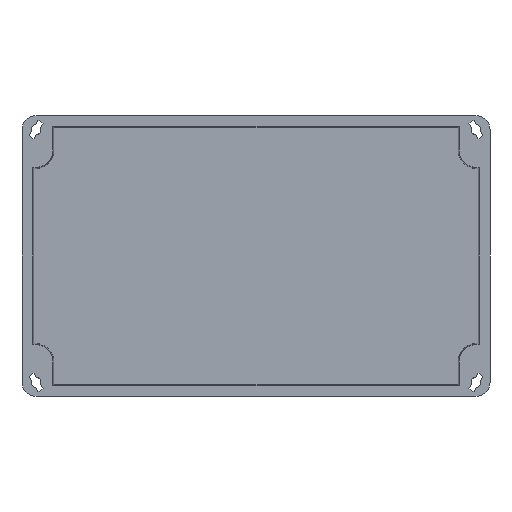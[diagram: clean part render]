
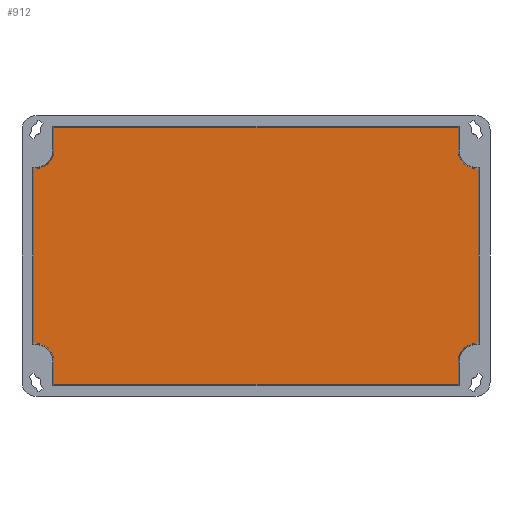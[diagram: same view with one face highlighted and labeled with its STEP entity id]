
A CAD part, front view. The second image highlights one B-rep face of the part: STEP entity #912.
In plain terms, the highlighted planar face has unit normal (0, -1, 0).
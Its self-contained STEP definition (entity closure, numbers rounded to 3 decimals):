
#67 = CARTESIAN_POINT ( 'NONE',  ( -95.029, 27., -37.329 ) ) ;
#372 = VERTEX_POINT ( 'NONE', #67 ) ;
#808 = EDGE_CURVE ( 'NONE', #1052, #809, #2005, .T. ) ;
#809 = VERTEX_POINT ( 'NONE', #2001 ) ;
#810 = ORIENTED_EDGE ( 'NONE', *, *, #811, .T. ) ;
#811 = EDGE_CURVE ( 'NONE', #809, #812, #1946, .T. ) ;
#812 = VERTEX_POINT ( 'NONE', #1942 ) ;
#813 = ORIENTED_EDGE ( 'NONE', *, *, #814, .T. ) ;
#814 = EDGE_CURVE ( 'NONE', #812, #815, #1941, .T. ) ;
#815 = VERTEX_POINT ( 'NONE', #1937 ) ;
#816 = ORIENTED_EDGE ( 'NONE', *, *, #817, .T. ) ;
#817 = EDGE_CURVE ( 'NONE', #815, #818, #1934, .T. ) ;
#818 = VERTEX_POINT ( 'NONE', #1930 ) ;
#819 = EDGE_CURVE ( 'NONE', #372, #833, #1929, .T. ) ;
#820 = ORIENTED_EDGE ( 'NONE', *, *, #821, .T. ) ;
#821 = EDGE_CURVE ( 'NONE', #818, #822, #1925, .T. ) ;
#822 = VERTEX_POINT ( 'NONE', #1914 ) ;
#823 = ORIENTED_EDGE ( 'NONE', *, *, #824, .T. ) ;
#824 = EDGE_CURVE ( 'NONE', #822, #825, #1913, .T. ) ;
#825 = VERTEX_POINT ( 'NONE', #1909 ) ;
#826 = ORIENTED_EDGE ( 'NONE', *, *, #827, .T. ) ;
#827 = EDGE_CURVE ( 'NONE', #825, #828, #1894, .T. ) ;
#828 = VERTEX_POINT ( 'NONE', #1890 ) ;
#829 = ORIENTED_EDGE ( 'NONE', *, *, #830, .T. ) ;
#830 = EDGE_CURVE ( 'NONE', #828, #831, #1889, .T. ) ;
#831 = VERTEX_POINT ( 'NONE', #2038 ) ;
#832 = VERTEX_POINT ( 'NONE', #2037 ) ;
#833 = VERTEX_POINT ( 'NONE', #2036 ) ;
#834 = ORIENTED_EDGE ( 'NONE', *, *, #835, .T. ) ;
#835 = EDGE_CURVE ( 'NONE', #831, #832, #2035, .T. ) ;
#836 = ORIENTED_EDGE ( 'NONE', *, *, #837, .T. ) ;
#837 = EDGE_CURVE ( 'NONE', #832, #916, #2030, .T. ) ;
#860 = ORIENTED_EDGE ( 'NONE', *, *, #861, .T. ) ;
#861 = EDGE_CURVE ( 'NONE', #870, #862, #2102, .T. ) ;
#862 = VERTEX_POINT ( 'NONE', #2098 ) ;
#869 = ORIENTED_EDGE ( 'NONE', *, *, #874, .T. ) ;
#870 = VERTEX_POINT ( 'NONE', #2068 ) ;
#874 = EDGE_CURVE ( 'NONE', #833, #870, #2063, .T. ) ;
#884 = ORIENTED_EDGE ( 'NONE', *, *, #1048, .T. ) ;
#912 = ADVANCED_FACE ( 'NONE', ( #2276 ), #2281, .F. ) ;
#913 = EDGE_LOOP ( 'NONE', ( #914, #992, #869, #860, #884, #1050, #1053, #810, #813, #816, #820, #823, #826, #829, #834, #836 ) ) ;
#914 = ORIENTED_EDGE ( 'NONE', *, *, #915, .T. ) ;
#915 = EDGE_CURVE ( 'NONE', #916, #372, #2179, .T. ) ;
#916 = VERTEX_POINT ( 'NONE', #2175 ) ;
#992 = ORIENTED_EDGE ( 'NONE', *, *, #819, .T. ) ;
#1048 = EDGE_CURVE ( 'NONE', #862, #1049, #2381, .T. ) ;
#1049 = VERTEX_POINT ( 'NONE', #2385 ) ;
#1050 = ORIENTED_EDGE ( 'NONE', *, *, #1051, .T. ) ;
#1051 = EDGE_CURVE ( 'NONE', #1049, #1052, #2384, .T. ) ;
#1052 = VERTEX_POINT ( 'NONE', #2328 ) ;
#1053 = ORIENTED_EDGE ( 'NONE', *, *, #808, .T. ) ;
#1886 = DIRECTION ( 'NONE',  ( 0., 0., -1. ) ) ;
#1887 = VECTOR ( 'NONE', #1886, 1000. ) ;
#1888 = CARTESIAN_POINT ( 'NONE',  ( -86.329, 27., 45.3 ) ) ;
#1889 = LINE ( 'NONE', #1888, #1887 ) ;
#1890 = CARTESIAN_POINT ( 'NONE',  ( -86.329, 27., 55.029 ) ) ;
#1891 = DIRECTION ( 'NONE',  ( -1., 0., 0. ) ) ;
#1892 = VECTOR ( 'NONE', #1891, 1000. ) ;
#1893 = CARTESIAN_POINT ( 'NONE',  ( -86.8, 27., 55.029 ) ) ;
#1894 = LINE ( 'NONE', #1893, #1892 ) ;
#1909 = CARTESIAN_POINT ( 'NONE',  ( 86.329, 27., 55.029 ) ) ;
#1910 = DIRECTION ( 'NONE',  ( 0., 0., 1. ) ) ;
#1911 = VECTOR ( 'NONE', #1910, 1000. ) ;
#1912 = CARTESIAN_POINT ( 'NONE',  ( 86.329, 27., 45.3 ) ) ;
#1913 = LINE ( 'NONE', #1912, #1911 ) ;
#1914 = CARTESIAN_POINT ( 'NONE',  ( 86.329, 27., 45.3 ) ) ;
#1915 = DIRECTION ( 'NONE',  ( 0., 0., 1. ) ) ;
#1916 = DIRECTION ( 'NONE',  ( 0., 1., 0. ) ) ;
#1917 = CARTESIAN_POINT ( 'NONE',  ( 94.3, 27., 45.3 ) ) ;
#1918 = AXIS2_PLACEMENT_3D ( 'NONE', #1917, #1916, #1915 ) ;
#1925 = CIRCLE ( 'NONE', #1918, 7.971 ) ;
#1926 = DIRECTION ( 'NONE',  ( 1., 0., 0. ) ) ;
#1927 = VECTOR ( 'NONE', #1926, 1000. ) ;
#1928 = CARTESIAN_POINT ( 'NONE',  ( -95.5, 27., -37.329 ) ) ;
#1929 = LINE ( 'NONE', #1928, #1927 ) ;
#1930 = CARTESIAN_POINT ( 'NONE',  ( 94.3, 27., 37.329 ) ) ;
#1931 = DIRECTION ( 'NONE',  ( -1., 0., 0. ) ) ;
#1932 = VECTOR ( 'NONE', #1931, 1000. ) ;
#1933 = CARTESIAN_POINT ( 'NONE',  ( 95.5, 27., 37.329 ) ) ;
#1934 = LINE ( 'NONE', #1933, #1932 ) ;
#1937 = CARTESIAN_POINT ( 'NONE',  ( 95.029, 27., 37.329 ) ) ;
#1938 = DIRECTION ( 'NONE',  ( 0., 0., 1. ) ) ;
#1939 = VECTOR ( 'NONE', #1938, 1000. ) ;
#1940 = CARTESIAN_POINT ( 'NONE',  ( 95.029, 27., -37.8 ) ) ;
#1941 = LINE ( 'NONE', #1940, #1939 ) ;
#1942 = CARTESIAN_POINT ( 'NONE',  ( 95.029, 27., -37.329 ) ) ;
#1943 = DIRECTION ( 'NONE',  ( 1., 0., 0. ) ) ;
#1944 = VECTOR ( 'NONE', #1943, 1000. ) ;
#1945 = CARTESIAN_POINT ( 'NONE',  ( 95.5, 27., -37.329 ) ) ;
#1946 = LINE ( 'NONE', #1945, #1944 ) ;
#1975 = CARTESIAN_POINT ( 'NONE',  ( 94.3, 27., -45.3 ) ) ;
#2001 = CARTESIAN_POINT ( 'NONE',  ( 94.3, 27., -37.329 ) ) ;
#2002 = DIRECTION ( 'NONE',  ( 0., 0., 1. ) ) ;
#2003 = DIRECTION ( 'NONE',  ( 0., 1., 0. ) ) ;
#2004 = AXIS2_PLACEMENT_3D ( 'NONE', #1975, #2003, #2002 ) ;
#2005 = CIRCLE ( 'NONE', #2004, 7.971 ) ;
#2027 = DIRECTION ( 'NONE',  ( -1., 0., 0. ) ) ;
#2028 = VECTOR ( 'NONE', #2027, 1000. ) ;
#2029 = CARTESIAN_POINT ( 'NONE',  ( -95.5, 27., 37.329 ) ) ;
#2030 = LINE ( 'NONE', #2029, #2028 ) ;
#2031 = DIRECTION ( 'NONE',  ( 0., 0., 1. ) ) ;
#2032 = DIRECTION ( 'NONE',  ( 0., 1., 0. ) ) ;
#2033 = CARTESIAN_POINT ( 'NONE',  ( -94.3, 27., 45.3 ) ) ;
#2034 = AXIS2_PLACEMENT_3D ( 'NONE', #2033, #2032, #2031 ) ;
#2035 = CIRCLE ( 'NONE', #2034, 7.971 ) ;
#2036 = CARTESIAN_POINT ( 'NONE',  ( -94.3, 27., -37.329 ) ) ;
#2037 = CARTESIAN_POINT ( 'NONE',  ( -94.3, 27., 37.329 ) ) ;
#2038 = CARTESIAN_POINT ( 'NONE',  ( -86.329, 27., 45.3 ) ) ;
#2059 = DIRECTION ( 'NONE',  ( 0., 0., 1. ) ) ;
#2060 = DIRECTION ( 'NONE',  ( 0., 1., 0. ) ) ;
#2061 = CARTESIAN_POINT ( 'NONE',  ( -94.3, 27., -45.3 ) ) ;
#2062 = AXIS2_PLACEMENT_3D ( 'NONE', #2061, #2060, #2059 ) ;
#2063 = CIRCLE ( 'NONE', #2062, 7.971 ) ;
#2068 = CARTESIAN_POINT ( 'NONE',  ( -86.329, 27., -45.3 ) ) ;
#2098 = CARTESIAN_POINT ( 'NONE',  ( -86.329, 27., -55.029 ) ) ;
#2099 = DIRECTION ( 'NONE',  ( 0., 0., -1. ) ) ;
#2100 = VECTOR ( 'NONE', #2099, 1000. ) ;
#2101 = CARTESIAN_POINT ( 'NONE',  ( -86.329, 27., -45.3 ) ) ;
#2102 = LINE ( 'NONE', #2101, #2100 ) ;
#2175 = CARTESIAN_POINT ( 'NONE',  ( -95.029, 27., 37.329 ) ) ;
#2176 = DIRECTION ( 'NONE',  ( 0., 0., -1. ) ) ;
#2177 = VECTOR ( 'NONE', #2176, 1000. ) ;
#2178 = CARTESIAN_POINT ( 'NONE',  ( -95.029, 27., -37.8 ) ) ;
#2179 = LINE ( 'NONE', #2178, #2177 ) ;
#2180 = DIRECTION ( 'NONE',  ( 0., 0., 1. ) ) ;
#2273 = DIRECTION ( 'NONE',  ( 0., 1., 0. ) ) ;
#2274 = CARTESIAN_POINT ( 'NONE',  ( 94., 27., -54. ) ) ;
#2275 = AXIS2_PLACEMENT_3D ( 'NONE', #2274, #2273, #2180 ) ;
#2276 = FACE_OUTER_BOUND ( 'NONE', #913, .T. ) ;
#2281 = PLANE ( 'NONE',  #2275 ) ;
#2328 = CARTESIAN_POINT ( 'NONE',  ( 86.329, 27., -45.3 ) ) ;
#2329 = DIRECTION ( 'NONE',  ( 0., 0., 1. ) ) ;
#2378 = DIRECTION ( 'NONE',  ( 1., 0., 0. ) ) ;
#2379 = VECTOR ( 'NONE', #2378, 1000. ) ;
#2380 = CARTESIAN_POINT ( 'NONE',  ( -86.8, 27., -55.029 ) ) ;
#2381 = LINE ( 'NONE', #2380, #2379 ) ;
#2382 = VECTOR ( 'NONE', #2329, 1000. ) ;
#2383 = CARTESIAN_POINT ( 'NONE',  ( 86.329, 27., -45.3 ) ) ;
#2384 = LINE ( 'NONE', #2383, #2382 ) ;
#2385 = CARTESIAN_POINT ( 'NONE',  ( 86.329, 27., -55.029 ) ) ;
